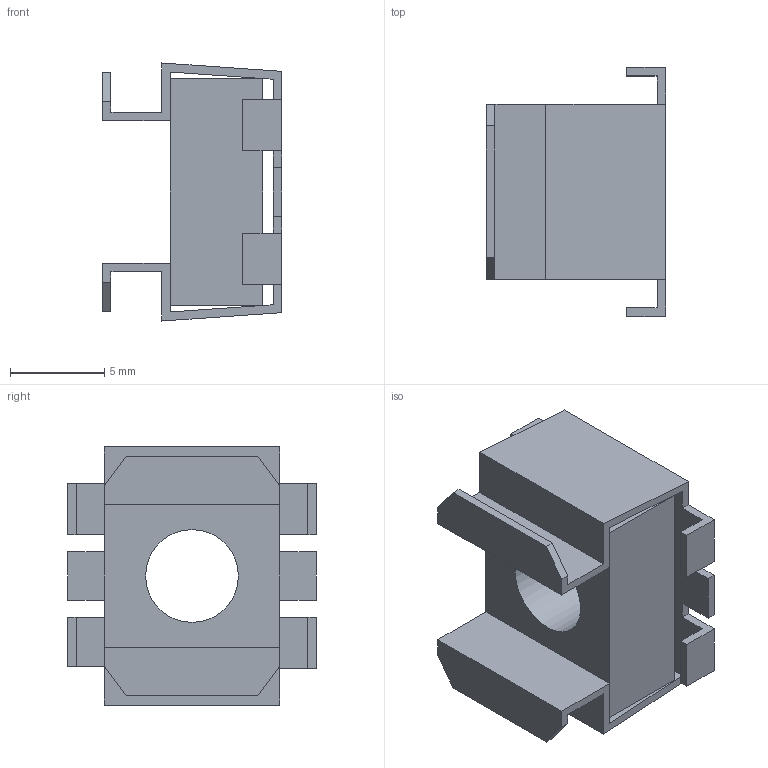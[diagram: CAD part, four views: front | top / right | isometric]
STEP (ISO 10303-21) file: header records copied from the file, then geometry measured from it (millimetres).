
FILE_DESCRIPTION(('STEP AP214'),'1');
FILE_NAME('cctmp_1A5E0CAF-B1CB-4BE9-9138-D8DF602C8DEF_2021_11_10_13_27_14_0046..stp','2021-11-10T12:27:14',('Bosch Rexroth AG'),('CADClick - www.CADClick.com'),'Spatial InterOp 3D',' ','unknown authorization - (Healing Option Enabled)');
FILE_SCHEMA(('AUTOMOTIVE_DESIGN'));
Length unit declared in the file: millimetre
Products named in the file (1): 2021_11_10_13_27_14_0045
Bounding box: 9.5 x 13.2 x 13.7 mm (x, y, z)
Volume: 625.4 mm3; surface area: 1228.2 mm2
Topology: 1 solids, 1 shells, 68 faces, 200 edges, 132 vertices
Faces by surface type: plane 64, cylinder 4
Entity records: 2800 total; most frequent: CARTESIAN_POINT 401, ORIENTED_EDGE 400, DIRECTION 346, EDGE_CURVE 200, LINE 192, VECTOR 192, VERTEX_POINT 132, AXIS2_PLACEMENT_3D 77
